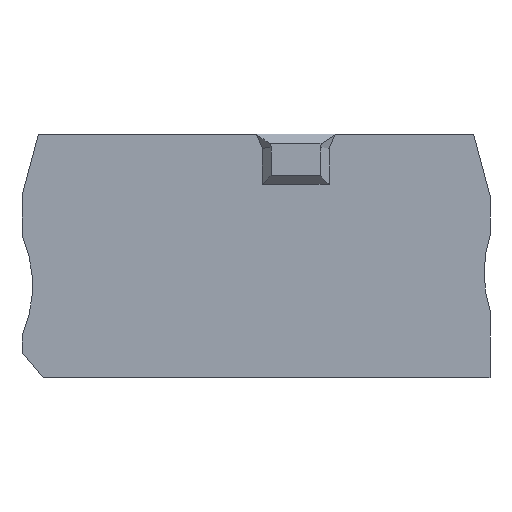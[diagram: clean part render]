
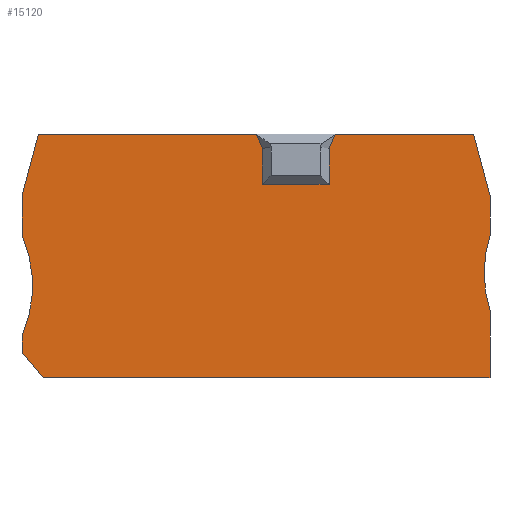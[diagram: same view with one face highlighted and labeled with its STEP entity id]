
A CAD part, left-side view. The second image highlights one B-rep face of the part: STEP entity #15120.
In plain terms, the highlighted face is planar.
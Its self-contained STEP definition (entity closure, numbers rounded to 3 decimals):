
#8200=CARTESIAN_POINT('',(11.63,-21.2,
0.));
#8210=VERTEX_POINT('',#8200);
#8260=CARTESIAN_POINT('',(11.63,-33.886,
0.));
#8270=DIRECTION('',(0.,-1.,0.));
#8280=VECTOR('',#8270,1.);
#8290=LINE('',#8260,#8280);
#8300=CARTESIAN_POINT('',(11.63,-16.466,
0.));
#8310=VERTEX_POINT('',#8300);
#8320=EDGE_CURVE('',#8310,#8210,#8290,.T.);
#8770=CARTESIAN_POINT('',(30.85,-10.846,
0.));
#8780=VERTEX_POINT('',#8770);
#8810=CARTESIAN_POINT('',(30.85,-33.886,
0.));
#8820=DIRECTION('',(0.,-1.,0.));
#8830=VECTOR('',#8820,1.);
#8840=LINE('',#8810,#8830);
#8850=CARTESIAN_POINT('',(30.85,-15.13,
0.));
#8860=VERTEX_POINT('',#8850);
#8870=EDGE_CURVE('',#8780,#8860,#8840,.T.);
#9140=CARTESIAN_POINT('',(39.524,-9.15,
0.));
#9150=VERTEX_POINT('',#9140);
#9200=CARTESIAN_POINT('',(47.92,-9.15,
0.));
#9210=DIRECTION('',(-1.,0.,0.));
#9220=VECTOR('',#9210,1.);
#9230=LINE('',#9200,#9220);
#9240=CARTESIAN_POINT('',(65.569,-9.15,
0.));
#9250=VERTEX_POINT('',#9240);
#9260=EDGE_CURVE('',#9250,#9150,#9230,.T.);
#9710=CARTESIAN_POINT('',(67.53,-33.2,
0.));
#9720=VERTEX_POINT('',#9710);
#9750=CARTESIAN_POINT('',(67.53,-33.886,
0.));
#9760=DIRECTION('',(0.,-1.,0.));
#9770=VECTOR('',#9760,1.);
#9780=LINE('',#9750,#9770);
#9790=CARTESIAN_POINT('',(67.53,-35.2,
0.));
#9800=VERTEX_POINT('',#9790);
#9810=EDGE_CURVE('',#9720,#9800,#9780,.T.);
#10130=CARTESIAN_POINT('',(72.198,-33.886,
0.));
#10140=DIRECTION('',(-0.259,0.966,0.));
#10150=VECTOR('',#10140,1.);
#10160=LINE('',#10130,#10150);
#10170=CARTESIAN_POINT('',(67.53,-16.466,
0.));
#10180=VERTEX_POINT('',#10170);
#10190=EDGE_CURVE('',#10180,#9250,#10160,.T.);
#10460=CARTESIAN_POINT('',(30.133,-9.15,
0.));
#10470=VERTEX_POINT('',#10460);
#10520=CARTESIAN_POINT('',(40.588,-33.886,
0.));
#10530=DIRECTION('',(0.389,-0.921,0.));
#10540=VECTOR('',#10530,1.);
#10550=LINE('',#10520,#10540);
#10560=EDGE_CURVE('',#10470,#8780,#10550,.T.);
#10840=CARTESIAN_POINT('',(11.63,-30.2,
0.));
#10850=VERTEX_POINT('',#10840);
#10900=CARTESIAN_POINT('',(-2.679,-25.7,
0.));
#10910=DIRECTION('',(0.,0.,1.));
#10920=DIRECTION('',(1.,0.,0.));
#10930=AXIS2_PLACEMENT_3D('',#10900,#10910,#10920);
#10940=CIRCLE('',#10930,15.);
#10950=EDGE_CURVE('',#10850,#8210,#10940,.T.);
#11210=CARTESIAN_POINT('',(68.64,-33.886,
0.));
#11220=DIRECTION('',(-0.645,-0.764,0.));
#11230=VECTOR('',#11220,1.);
#11240=LINE('',#11210,#11230);
#11250=CARTESIAN_POINT('',(64.996,-38.2,
0.));
#11260=VERTEX_POINT('',#11250);
#11270=EDGE_CURVE('',#9800,#11260,#11240,.T.);
#11670=CARTESIAN_POINT('',(6.962,-33.886,
0.));
#11680=DIRECTION('',(-0.259,-0.966,0.));
#11690=VECTOR('',#11680,1.);
#11700=LINE('',#11670,#11690);
#11710=CARTESIAN_POINT('',(13.59,-9.15,
0.));
#11720=VERTEX_POINT('',#11710);
#11730=EDGE_CURVE('',#11720,#8310,#11700,.T.);
#12050=CARTESIAN_POINT('',(47.92,-15.13,
0.));
#12060=DIRECTION('',(1.,0.,0.));
#12070=VECTOR('',#12060,1.);
#12080=LINE('',#12050,#12070);
#12090=CARTESIAN_POINT('',(38.81,-15.13,
0.));
#12100=VERTEX_POINT('',#12090);
#12110=EDGE_CURVE('',#8860,#12100,#12080,.T.);
#13080=CARTESIAN_POINT('',(11.63,-33.886,
0.));
#13090=DIRECTION('',(0.,-1.,0.));
#13100=VECTOR('',#13090,1.);
#13110=LINE('',#13080,#13100);
#13120=CARTESIAN_POINT('',(11.63,-38.2,
0.));
#13130=VERTEX_POINT('',#13120);
#13140=EDGE_CURVE('',#10850,#13130,#13110,.T.);
#13430=CARTESIAN_POINT('',(67.53,-21.2,
0.));
#13440=VERTEX_POINT('',#13430);
#13490=CARTESIAN_POINT('',(67.53,-33.886,
0.));
#13500=DIRECTION('',(0.,1.,0.));
#13510=VECTOR('',#13500,1.);
#13520=LINE('',#13490,#13510);
#13530=EDGE_CURVE('',#13440,#10180,#13520,.T.);
#13700=CARTESIAN_POINT('',(81.277,-27.2,
0.));
#13710=DIRECTION('',(0.,0.,1.));
#13720=DIRECTION('',(1.,0.,0.));
#13730=AXIS2_PLACEMENT_3D('',#13700,#13710,#13720);
#13740=CIRCLE('',#13730,15.);
#13750=EDGE_CURVE('',#13440,#9720,#13740,.T.);
#13950=CARTESIAN_POINT('',(29.098,-33.886,
0.));
#13960=DIRECTION('',(-0.388,-0.921,0.));
#13970=VECTOR('',#13960,1.);
#13980=LINE('',#13950,#13970);
#13990=CARTESIAN_POINT('',(38.81,-10.846,
0.));
#14000=VERTEX_POINT('',#13990);
#14010=EDGE_CURVE('',#9150,#14000,#13980,.T.);
#14290=CARTESIAN_POINT('',(47.92,-38.2,
0.));
#14300=DIRECTION('',(1.,0.,0.));
#14310=VECTOR('',#14300,1.);
#14320=LINE('',#14290,#14310);
#14330=EDGE_CURVE('',#13130,#11260,#14320,.T.);
#14510=CARTESIAN_POINT('',(38.81,-33.886,
0.));
#14520=DIRECTION('',(0.,-1.,0.));
#14530=VECTOR('',#14520,1.);
#14540=LINE('',#14510,#14530);
#14550=EDGE_CURVE('',#14000,#12100,#14540,.T.);
#14710=CARTESIAN_POINT('',(47.92,-9.15,
0.));
#14720=DIRECTION('',(-1.,0.,0.));
#14730=VECTOR('',#14720,1.);
#14740=LINE('',#14710,#14730);
#14750=EDGE_CURVE('',#10470,#11720,#14740,.T.);
#14880=CARTESIAN_POINT('',(12.751,-34.66,
0.));
#14890=DIRECTION('',(0.,0.,-1.));
#14900=DIRECTION('',(-1.,0.,0.));
#14910=AXIS2_PLACEMENT_3D('',#14880,#14890,#14900);
#14920=PLANE('',#14910);
#14930=ORIENTED_EDGE('',*,*,#14330,.F.);
#14940=ORIENTED_EDGE('',*,*,#11270,.T.);
#14950=ORIENTED_EDGE('',*,*,#9810,.T.);
#14960=ORIENTED_EDGE('',*,*,#13750,.T.);
#14970=ORIENTED_EDGE('',*,*,#13530,.F.);
#14980=ORIENTED_EDGE('',*,*,#10190,.F.);
#14990=ORIENTED_EDGE('',*,*,#9260,.F.);
#15000=ORIENTED_EDGE('',*,*,#14010,.F.);
#15010=ORIENTED_EDGE('',*,*,#14550,.F.);
#15020=ORIENTED_EDGE('',*,*,#12110,.T.);
#15030=ORIENTED_EDGE('',*,*,#8870,.T.);
#15040=ORIENTED_EDGE('',*,*,#10560,.T.);
#15050=ORIENTED_EDGE('',*,*,#14750,.F.);
#15060=ORIENTED_EDGE('',*,*,#11730,.F.);
#15070=ORIENTED_EDGE('',*,*,#8320,.F.);
#15080=ORIENTED_EDGE('',*,*,#10950,.T.);
#15090=ORIENTED_EDGE('',*,*,#13140,.F.);
#15100=EDGE_LOOP('',(#15090,#15080,#15070,#15060,#15050,#15040,#15030,
#15020,#15010,#15000,#14990,#14980,#14970,#14960,#14950,#14940,#14930));
#15110=FACE_OUTER_BOUND('',#15100,.T.);
#15120=ADVANCED_FACE('',(#15110),#14920,.T.);
